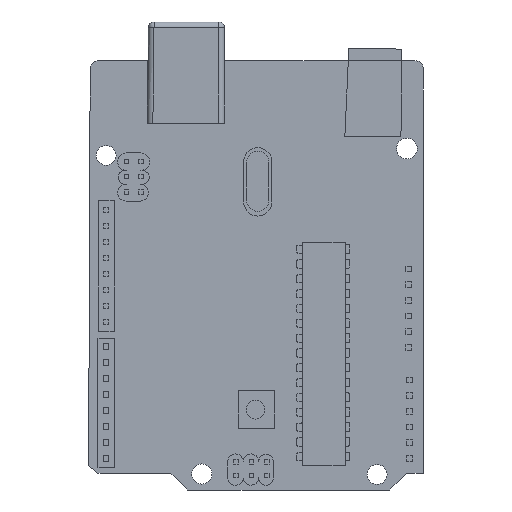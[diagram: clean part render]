
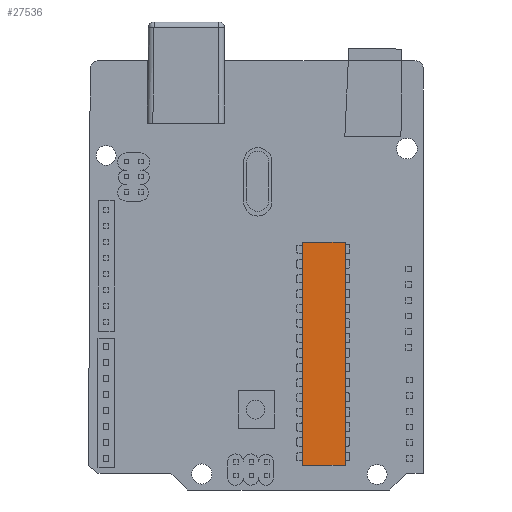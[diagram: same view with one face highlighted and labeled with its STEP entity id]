
A CAD part, front view. The second image highlights one B-rep face of the part: STEP entity #27536.
In plain terms, the highlighted planar face has unit normal (0, -1, 0).
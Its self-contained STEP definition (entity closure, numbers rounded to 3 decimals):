
#986=PLANE('',#29484);
#2308=FACE_OUTER_BOUND('',#4010,.T.);
#4010=EDGE_LOOP('',(#21877,#21878,#21879,#21880));
#6394=LINE('',#41733,#9692);
#6397=LINE('',#41738,#9695);
#6398=LINE('',#41742,#9696);
#6400=LINE('',#41745,#9698);
#9692=VECTOR('',#33804,10.);
#9695=VECTOR('',#33809,10.);
#9696=VECTOR('',#33814,10.);
#9698=VECTOR('',#33818,10.);
#13233=VERTEX_POINT('',#41730);
#13234=VERTEX_POINT('',#41732);
#13235=VERTEX_POINT('',#41736);
#13236=VERTEX_POINT('',#41741);
#16336=EDGE_CURVE('',#13234,#13233,#6394,.T.);
#16339=EDGE_CURVE('',#13233,#13235,#6397,.T.);
#16340=EDGE_CURVE('',#13236,#13234,#6398,.T.);
#16342=EDGE_CURVE('',#13236,#13235,#6400,.T.);
#21877=ORIENTED_EDGE('',*,*,#16342,.F.);
#21878=ORIENTED_EDGE('',*,*,#16340,.T.);
#21879=ORIENTED_EDGE('',*,*,#16336,.T.);
#21880=ORIENTED_EDGE('',*,*,#16339,.T.);
#27536=ADVANCED_FACE('',(#2308),#986,.F.);
#29484=AXIS2_PLACEMENT_3D('',#41746,#33819,#33820);
#33804=DIRECTION('',(0.,0.,-1.));
#33809=DIRECTION('',(1.,0.,0.));
#33814=DIRECTION('',(-1.,0.,0.));
#33818=DIRECTION('',(0.,0.,-1.));
#33819=DIRECTION('center_axis',(0.,1.,0.));
#33820=DIRECTION('ref_axis',(1.,0.,0.));
#41730=CARTESIAN_POINT('',(31.459,0.,-71.601));
#41732=CARTESIAN_POINT('',(31.459,0.,-31.873));
#41733=CARTESIAN_POINT('',(31.459,0.,-31.873));
#41736=CARTESIAN_POINT('',(39.066,0.,-71.601));
#41738=CARTESIAN_POINT('',(30.422,0.,-71.601));
#41741=CARTESIAN_POINT('',(39.066,0.,-31.873));
#41742=CARTESIAN_POINT('',(40.142,0.,-31.873));
#41745=CARTESIAN_POINT('',(39.066,0.,-32.278));
#41746=CARTESIAN_POINT('Origin',(35.262,0.,-51.737));
